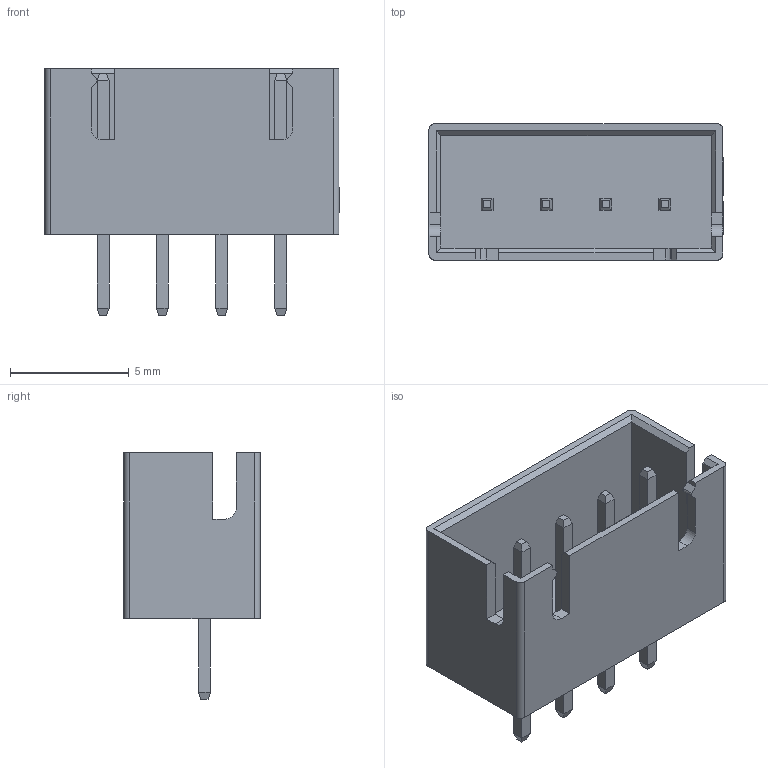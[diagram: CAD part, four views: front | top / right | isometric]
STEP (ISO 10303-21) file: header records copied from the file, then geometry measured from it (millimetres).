
FILE_DESCRIPTION (( 'STEP AP214' ), '1' );
FILE_NAME ('CONN-TH_B4B-XH-A-BK-LF-SN.step', '2022-08-05T10:27:20', ( '' ), ( '' ), 'SwSTEP 2.0', 'SolidWorks 2020', '' );
FILE_SCHEMA (( 'AUTOMOTIVE_DESIGN' ));
Length unit declared in the file: millimetre
Products named in the file (1): CONN-TH_B4B-XH-A-BK-LF-SN
Bounding box: 12.4 x 5.75 x 10.4 mm (x, y, z)
Volume: 176.6 mm3; surface area: 646.2 mm2
Topology: 14 solids, 14 shells, 412 faces, 1069 edges, 700 vertices
Faces by surface type: plane 290, bspline 112, cylinder 10
Entity records: 16889 total; most frequent: CARTESIAN_POINT 4286, ORIENTED_EDGE 2138, DIRECTION 1463, EDGE_CURVE 1069, VECTOR 821, LINE 821, VERTEX_POINT 700, EDGE_LOOP 439
